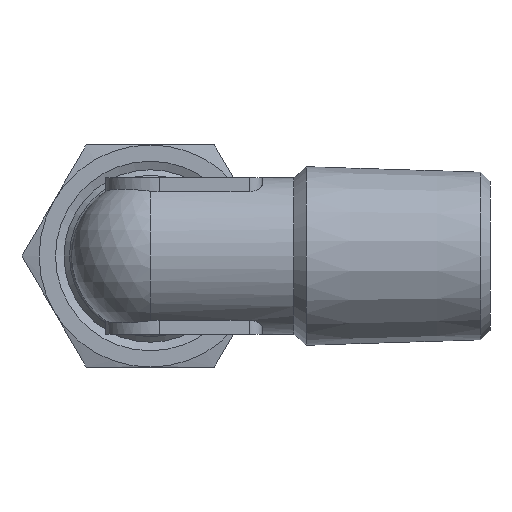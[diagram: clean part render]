
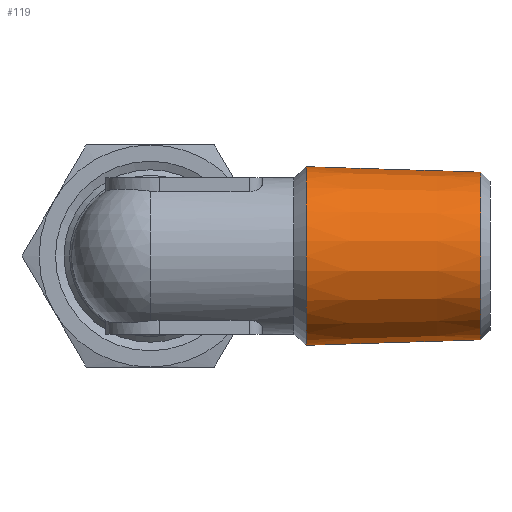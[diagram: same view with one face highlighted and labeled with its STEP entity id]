
A CAD part, left-side view. The second image highlights one B-rep face of the part: STEP entity #119.
In plain terms, the highlighted conical face has half-angle 1.788 degrees and reference radius 6.83 mm.
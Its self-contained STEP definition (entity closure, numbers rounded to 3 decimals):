
#119 = ADVANCED_FACE( '', ( #241, #242 ), #243, .T. );
#241 = FACE_BOUND( '', #392, .T. );
#242 = FACE_OUTER_BOUND( '', #393, .T. );
#243 = CONICAL_SURFACE( '', #394, 6.83, 0.031 );
#392 = EDGE_LOOP( '', ( #783 ) );
#393 = EDGE_LOOP( '', ( #784 ) );
#394 = AXIS2_PLACEMENT_3D( '', #785, #786, #787 );
#783 = ORIENTED_EDGE( '', *, *, #1076, .F. );
#784 = ORIENTED_EDGE( '', *, *, #1077, .T. );
#785 = CARTESIAN_POINT( '', ( 0., -11.931, 0. ) );
#786 = DIRECTION( '', ( 0., 1., 0. ) );
#787 = DIRECTION( '', ( 0., 0., 1. ) );
#1076 = EDGE_CURVE( '', #1316, #1316, #1317, .T. );
#1077 = EDGE_CURVE( '', #1318, #1318, #1319, .T. );
#1316 = VERTEX_POINT( '', #1816 );
#1317 = CIRCLE( '', #1817, 6.413 );
#1318 = VERTEX_POINT( '', #1818 );
#1319 = CIRCLE( '', #1819, 6.83 );
#1816 = CARTESIAN_POINT( '', ( 0., -25.302, -6.413 ) );
#1817 = AXIS2_PLACEMENT_3D( '', #2044, #2045, #2046 );
#1818 = CARTESIAN_POINT( '', ( 0., -11.931, -6.83 ) );
#1819 = AXIS2_PLACEMENT_3D( '', #2047, #2048, #2049 );
#2044 = CARTESIAN_POINT( '', ( 0., -25.302, 0. ) );
#2045 = DIRECTION( '', ( 0., -1., 0. ) );
#2046 = DIRECTION( '', ( 0., 0., -1. ) );
#2047 = CARTESIAN_POINT( '', ( 0., -11.931, 0. ) );
#2048 = DIRECTION( '', ( 0., -1., 0. ) );
#2049 = DIRECTION( '', ( 0., 0., -1. ) );
